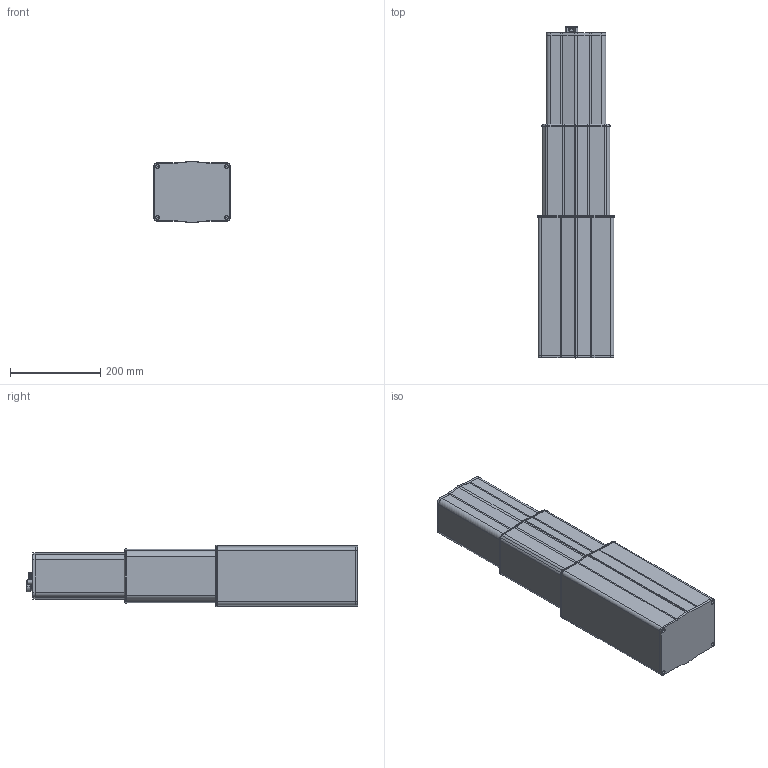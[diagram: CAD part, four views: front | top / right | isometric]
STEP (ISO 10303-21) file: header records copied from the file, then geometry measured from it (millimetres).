
FILE_DESCRIPTION (( 'STEP AP203' ), '1' );
FILE_NAME ('DC20.STEP', '2019-10-15T06:57:10', ( '' ), ( '' ), 'SwSTEP 2.0', 'SolidWorks 2018', '' );
FILE_SCHEMA (( 'CONFIG_CONTROL_DESIGN' ));
Length unit declared in the file: millimetre
Products named in the file (1): DC20
Bounding box: 169.34 x 735.7 x 136.02 mm (x, y, z)
Volume: 15503495.7 mm3; surface area: 625322.8 mm2
Topology: 3 solids, 3 shells, 730 faces, 1780 edges, 1087 vertices
Faces by surface type: plane 284, cylinder 229, cone 105, bspline 105, torus 7
Entity records: 25026 total; most frequent: CARTESIAN_POINT 8244, ORIENTED_EDGE 3548, DIRECTION 3473, EDGE_CURVE 1774, AXIS2_PLACEMENT_3D 1302, VERTEX_POINT 1087, VECTOR 869, LINE 869
